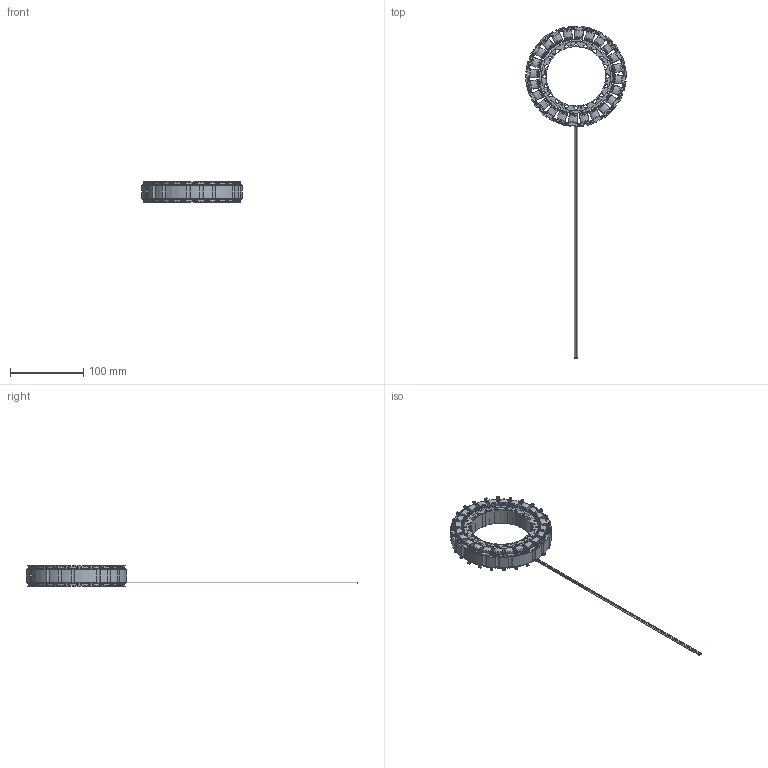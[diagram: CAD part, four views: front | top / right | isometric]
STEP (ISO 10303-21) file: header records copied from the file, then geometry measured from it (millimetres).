
FILE_DESCRIPTION(/* description */ (''),/* implementation_level */ '2;1');
FILE_NAME(/* name */ '4611130002496.stp',/* time_stamp */ '2024-06-25T18:35:47-07:00',/* author */ ('Harryle'),/* organization */ (''),/* preprocessor_version */ 'ST-DEVELOPER v19.2',/* originating_system */ 'Autodesk Inventor 2023',/* authorisation */ '');
FILE_SCHEMA (('AUTOMOTIVE_DESIGN { 1 0 10303 214 3 1 1 }'));
Length unit declared in the file: millimetre
Products named in the file (9): 4611130002496; FL137CX017 Insulator; FL137CX017 Stator Stack; FL137 Rotor assembly; Stator; FL137CX017 Magnet; FL137CX017 Insulator_MIR; FL137CX017 Winding; FL137CX017 Phase wires
Assembly tree (31 placements, depth 3):
  4611130002496
    FL137CX017 Insulator
    FL137CX017 Stator Stack
    FL137 Rotor assembly
      Stator
      FL137CX017 Magnet
    FL137CX017 Insulator_MIR
    FL137CX017 Winding  x24
    FL137CX017 Phase wires
Bounding box: 136.93 x 451.91 x 29 mm (x, y, z)
Volume: 170550.1 mm3; surface area: 177467 mm2
Topology: 51 solids, 51 shells, 4291 faces, 11853 edges, 7614 vertices
Faces by surface type: cylinder 2228, plane 1679, torus 192, sphere 192
Full cylindrical faces by diameter (mm): 1.4 x96, 1.524 x1, 2 x16
Entity records: 120322 total; most frequent: DIRECTION 21219, CARTESIAN_POINT 20360, ORIENTED_EDGE 20210, EDGE_CURVE 10105, AXIS2_PLACEMENT_3D 7665, VERTEX_POINT 6694, LINE 5889, VECTOR 5889
